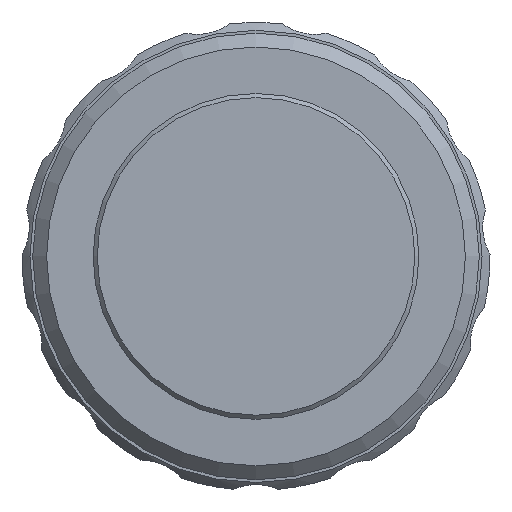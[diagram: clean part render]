
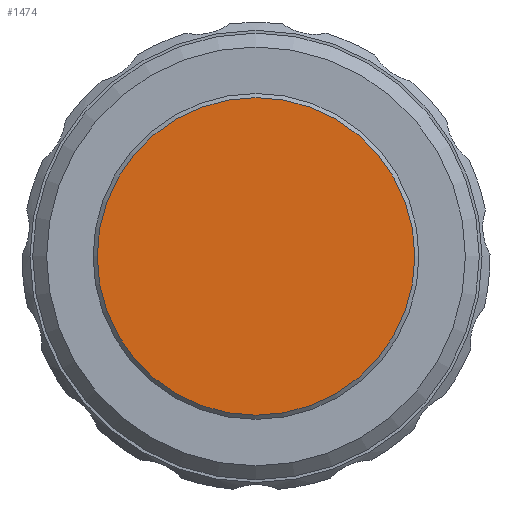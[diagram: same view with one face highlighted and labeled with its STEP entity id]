
A CAD part, front view. The second image highlights one B-rep face of the part: STEP entity #1474.
In plain terms, the highlighted planar face has unit normal (0, -1, 0).
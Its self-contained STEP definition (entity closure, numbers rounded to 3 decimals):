
#148 = VERTEX_POINT ( 'NONE', #835 ) ;
#168 = AXIS2_PLACEMENT_3D ( 'NONE', #1063, #776, #1480 ) ;
#176 = PLANE ( 'NONE',  #1452 ) ;
#183 = EDGE_LOOP ( 'NONE', ( #862 ) ) ;
#310 = DIRECTION ( 'NONE',  ( 0., -1., 0. ) ) ;
#719 = CARTESIAN_POINT ( 'NONE',  ( 0., -46.234, 0. ) ) ;
#776 = DIRECTION ( 'NONE',  ( 0., 1., 0. ) ) ;
#835 = CARTESIAN_POINT ( 'NONE',  ( -11.45, -46.234, 0. ) ) ;
#861 = DIRECTION ( 'NONE',  ( 1., 0., 0. ) ) ;
#862 = ORIENTED_EDGE ( 'NONE', *, *, #883, .F. ) ;
#883 = EDGE_CURVE ( 'NONE', #148, #148, #1241, .T. ) ;
#1063 = CARTESIAN_POINT ( 'NONE',  ( 0., -46.234, 0. ) ) ;
#1241 = CIRCLE ( 'NONE', #168, 11.45 ) ;
#1384 = FACE_OUTER_BOUND ( 'NONE', #183, .T. ) ;
#1452 = AXIS2_PLACEMENT_3D ( 'NONE', #719, #310, #861 ) ;
#1474 = ADVANCED_FACE ( 'NONE', ( #1384 ), #176, .T. ) ;
#1480 = DIRECTION ( 'NONE',  ( -1., 0., 0. ) ) ;
